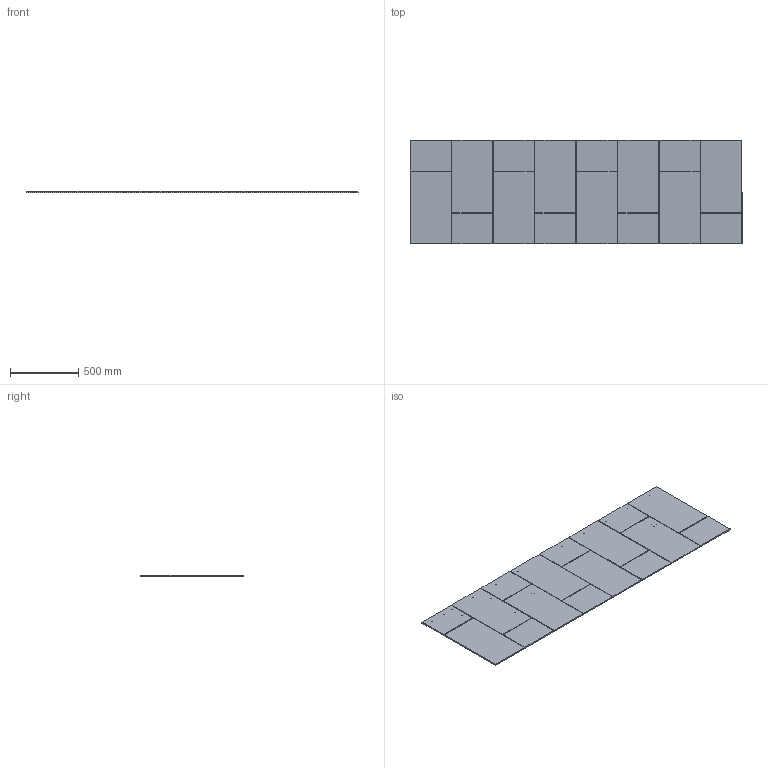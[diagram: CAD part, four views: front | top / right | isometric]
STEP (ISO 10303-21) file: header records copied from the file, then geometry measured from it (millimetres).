
FILE_DESCRIPTION (( 'STEP AP203' ), '1' );
FILE_NAME ('TSMK9630.STEP', '2022-09-07T12:28:21', ( '' ), ( '' ), 'SwSTEP 2.0', 'SolidWorks 2020', '' );
FILE_SCHEMA (( 'CONFIG_CONTROL_DESIGN' ));
Length unit declared in the file: millimetre
Products named in the file (1): TSMK9630
Bounding box: 2438.4 x 761.19 x 9.53 mm (x, y, z)
Volume: 17644622.4 mm3; surface area: 3779194.8 mm2
Topology: 1 solids, 1 shells, 410 faces, 1046 edges, 660 vertices
Faces by surface type: plane 164, cylinder 134, bspline 60, torus 44, cone 4, sphere 4
Entity records: 18145 total; most frequent: CARTESIAN_POINT 8837, ORIENTED_EDGE 2092, DIRECTION 1644, EDGE_CURVE 1046, VERTEX_POINT 660, AXIS2_PLACEMENT_3D 589, VECTOR 466, LINE 466
